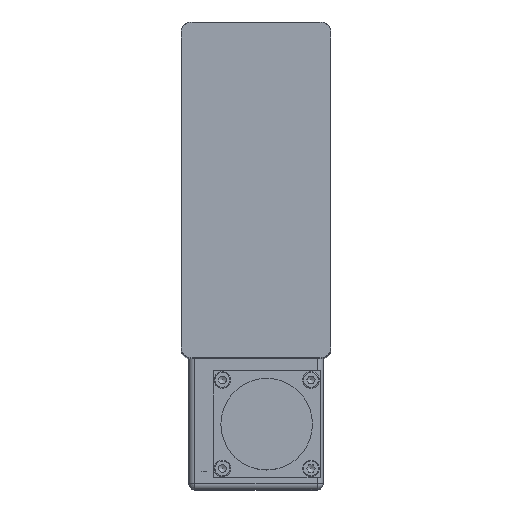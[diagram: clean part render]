
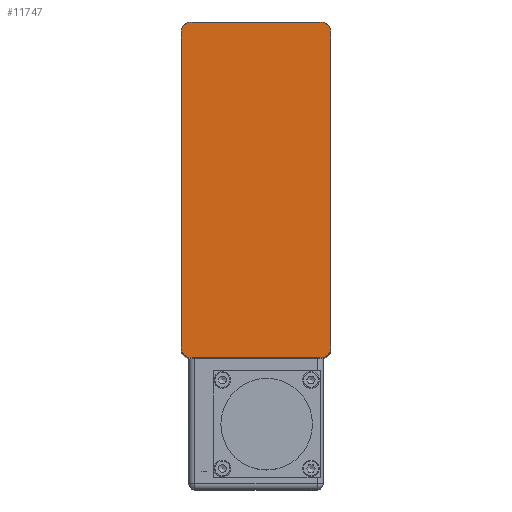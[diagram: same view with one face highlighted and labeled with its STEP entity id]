
A CAD part, top view. The second image highlights one B-rep face of the part: STEP entity #11747.
In plain terms, the highlighted planar face has unit normal (0, 0, 1).
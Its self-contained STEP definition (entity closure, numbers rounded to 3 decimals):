
#1033=CIRCLE('',#12868,3.6);
#1034=CIRCLE('',#12871,3.6);
#1035=CIRCLE('',#12873,3.6);
#1036=CIRCLE('',#12876,3.6);
#1626=FACE_OUTER_BOUND('',#2405,.T.);
#2405=EDGE_LOOP('',(#9306,#9307,#9308,#9309,#9310,#9311,#9312,#9313));
#3302=LINE('',#19468,#4184);
#3307=LINE('',#19482,#4189);
#3308=LINE('',#19486,#4190);
#3309=LINE('',#19487,#4191);
#4184=VECTOR('',#15608,10.);
#4189=VECTOR('',#15623,10.);
#4190=VECTOR('',#15628,10.);
#4191=VECTOR('',#15629,10.);
#5155=VERTEX_POINT('',#19460);
#5156=VERTEX_POINT('',#19462);
#5157=VERTEX_POINT('',#19466);
#5158=VERTEX_POINT('',#19470);
#5159=VERTEX_POINT('',#19474);
#5160=VERTEX_POINT('',#19476);
#5161=VERTEX_POINT('',#19480);
#5162=VERTEX_POINT('',#19484);
#6598=EDGE_CURVE('',#5155,#5156,#1033,.F.);
#6601=EDGE_CURVE('',#5157,#5155,#3302,.F.);
#6603=EDGE_CURVE('',#5158,#5157,#1034,.F.);
#6605=EDGE_CURVE('',#5159,#5160,#1035,.F.);
#6608=EDGE_CURVE('',#5160,#5161,#3307,.F.);
#6609=EDGE_CURVE('',#5161,#5162,#1036,.T.);
#6610=EDGE_CURVE('',#5156,#5159,#3308,.F.);
#6611=EDGE_CURVE('',#5162,#5158,#3309,.F.);
#9306=ORIENTED_EDGE('',*,*,#6609,.F.);
#9307=ORIENTED_EDGE('',*,*,#6608,.F.);
#9308=ORIENTED_EDGE('',*,*,#6605,.F.);
#9309=ORIENTED_EDGE('',*,*,#6610,.F.);
#9310=ORIENTED_EDGE('',*,*,#6598,.F.);
#9311=ORIENTED_EDGE('',*,*,#6601,.F.);
#9312=ORIENTED_EDGE('',*,*,#6603,.F.);
#9313=ORIENTED_EDGE('',*,*,#6611,.F.);
#10492=PLANE('',#12875);
#11747=ADVANCED_FACE('',(#1626),#10492,.T.);
#12868=AXIS2_PLACEMENT_3D('',#19463,#15602,#15603);
#12871=AXIS2_PLACEMENT_3D('',#19472,#15612,#15613);
#12873=AXIS2_PLACEMENT_3D('',#19477,#15617,#15618);
#12875=AXIS2_PLACEMENT_3D('',#19483,#15624,#15625);
#12876=AXIS2_PLACEMENT_3D('',#19485,#15626,#15627);
#15602=DIRECTION('center_axis',(0.,0.,
1.));
#15603=DIRECTION('ref_axis',(0.707,0.707,0.));
#15608=DIRECTION('',(-1.,0.,0.));
#15612=DIRECTION('center_axis',(0.,0.,
1.));
#15613=DIRECTION('ref_axis',(-0.707,0.707,0.));
#15617=DIRECTION('center_axis',(0.,0.,
1.));
#15618=DIRECTION('ref_axis',(0.707,-0.707,0.));
#15623=DIRECTION('',(1.,0.,0.));
#15624=DIRECTION('center_axis',(0.,0.,
1.));
#15625=DIRECTION('ref_axis',(1.,0.,0.));
#15626=DIRECTION('center_axis',(0.,0.,
-1.));
#15627=DIRECTION('ref_axis',(-0.707,-0.707,0.));
#15628=DIRECTION('',(0.,1.,0.));
#15629=DIRECTION('',(0.,-1.,0.));
#19460=CARTESIAN_POINT('',(20.9,28.,241.));
#19462=CARTESIAN_POINT('',(24.5,24.4,241.));
#19463=CARTESIAN_POINT('Origin',(20.9,24.4,241.));
#19466=CARTESIAN_POINT('',(-20.9,28.,241.));
#19468=CARTESIAN_POINT('',(-11.45,28.,241.));
#19470=CARTESIAN_POINT('',(-24.5,24.4,241.));
#19472=CARTESIAN_POINT('Origin',(-20.9,24.4,241.));
#19474=CARTESIAN_POINT('',(24.5,-78.4,241.));
#19476=CARTESIAN_POINT('',(20.9,-82.,241.));
#19477=CARTESIAN_POINT('Origin',(20.9,-78.4,241.));
#19480=CARTESIAN_POINT('',(-20.9,-82.,241.));
#19482=CARTESIAN_POINT('',(11.45,-82.,241.));
#19483=CARTESIAN_POINT('Origin',(0.,-27.,241.));
#19484=CARTESIAN_POINT('',(-24.5,-78.4,241.));
#19485=CARTESIAN_POINT('Origin',(-20.9,-78.4,241.));
#19486=CARTESIAN_POINT('',(24.5,-0.3,241.));
#19487=CARTESIAN_POINT('',(-24.5,-53.7,241.));
